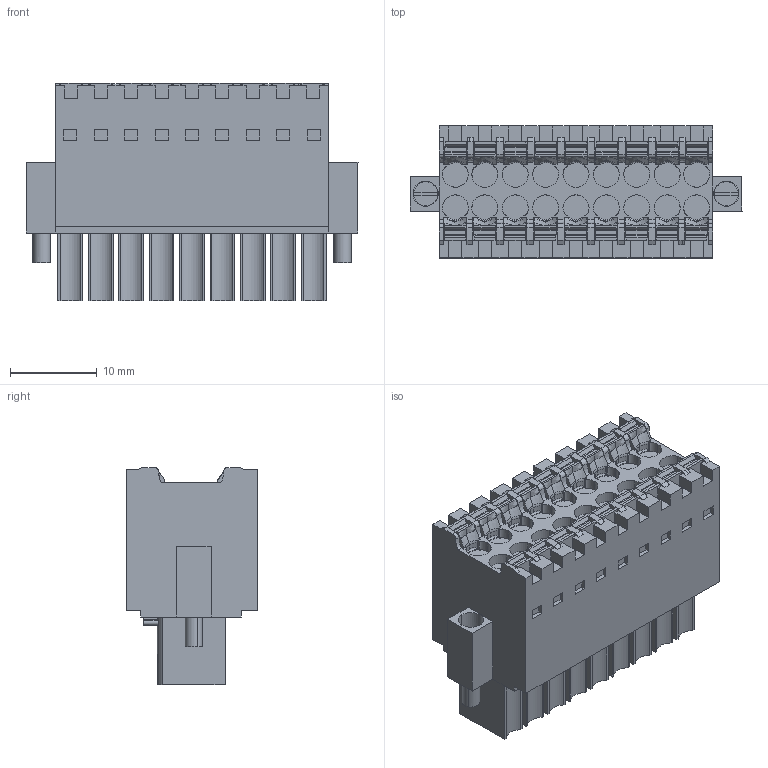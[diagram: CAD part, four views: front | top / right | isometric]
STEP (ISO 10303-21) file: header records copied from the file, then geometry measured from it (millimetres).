
FILE_DESCRIPTION(('CATIA V5 STEP','CAx-IF Rec.Pracs.--- Model Styling and Organization---1.4--- 2014-01-23'),'2;1');
FILE_NAME ('D1450460_1', '2023-08-22T06:45:43+00:00', ('none'), ('Weidmueller'), 'CATIA Version 5-6 Release 2016 SP3 HF44', 'CATIA V5 STEP AP214', 'none');
FILE_SCHEMA(('AUTOMOTIVE_DESIGN { 1 0 10303 214 1 1 1 1 }'));
Length unit declared in the file: millimetre
Products named in the file (1): 1277750000
Bounding box: 38.25 x 15.2 x 25.05 mm (x, y, z)
Volume: 8960.5 mm3; surface area: 6107.5 mm2
Topology: 21 solids, 21 shells, 1274 faces, 3690 edges, 2507 vertices
Faces by surface type: plane 831, cylinder 171, torus 107, extrusion 93, cone 36, bspline 36
Entity records: 43766 total; most frequent: CARTESIAN_POINT 13500, ORIENTED_EDGE 7380, DIRECTION 4397, EDGE_CURVE 3690, VECTOR 2685, LINE 2592, VERTEX_POINT 2507, EDGE_LOOP 1327
